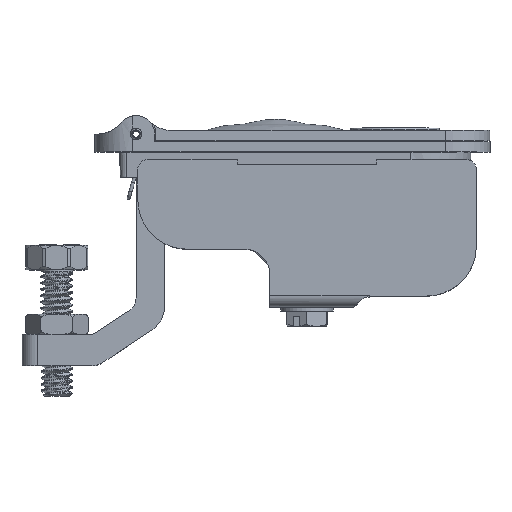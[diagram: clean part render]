
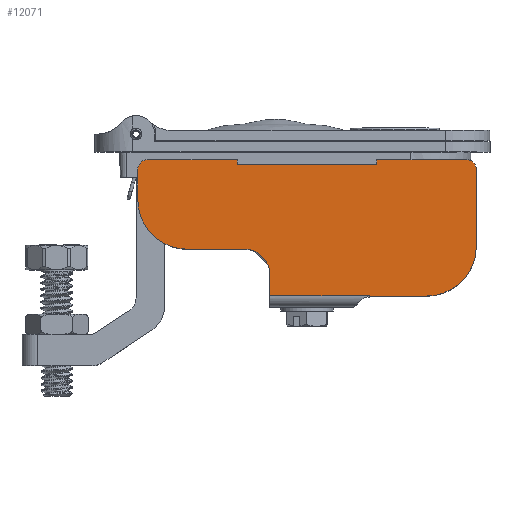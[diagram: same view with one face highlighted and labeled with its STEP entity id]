
A CAD part, top view. The second image highlights one B-rep face of the part: STEP entity #12071.
In plain terms, the highlighted face is planar.
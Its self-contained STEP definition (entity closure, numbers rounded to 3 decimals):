
#1075=PLANE('',#13397);
#1659=FACE_OUTER_BOUND('',#2362,.T.);
#2362=EDGE_LOOP('',(#10343,#10344,#10345,#10346,#10347,#10348,#10349,#10350,
#10351,#10352,#10353,#10354,#10355,#10356,#10357,#10358,#10359));
#3213=LINE('',#24639,#4241);
#3242=LINE('',#24724,#4270);
#3250=LINE('',#24753,#4278);
#3256=LINE('',#24788,#4284);
#3258=LINE('',#24792,#4286);
#3260=LINE('',#24796,#4288);
#3262=LINE('',#24800,#4290);
#3264=LINE('',#24803,#4292);
#3265=LINE('',#24808,#4293);
#3266=LINE('',#24810,#4294);
#3267=LINE('',#24811,#4295);
#3268=LINE('',#24812,#4296);
#4241=VECTOR('',#15843,10.);
#4270=VECTOR('',#15904,11.4);
#4278=VECTOR('',#15934,11.5);
#4284=VECTOR('',#15956,18.);
#4286=VECTOR('',#15960,1.);
#4288=VECTOR('',#15964,28.);
#4290=VECTOR('',#15968,1.);
#4292=VECTOR('',#15972,10.);
#4293=VECTOR('',#15977,4.3);
#4294=VECTOR('',#15978,20.);
#4295=VECTOR('',#15979,0.1);
#4296=VECTOR('',#15980,10.);
#4966=CIRCLE('',#13355,2.);
#4977=CIRCLE('',#13372,2.);
#4978=CIRCLE('',#13375,10.);
#4984=CIRCLE('',#13386,10.);
#4988=CIRCLE('',#13398,5.);
#5770=VERTEX_POINT('',#24626);
#5771=VERTEX_POINT('',#24627);
#5775=VERTEX_POINT('',#24637);
#5807=VERTEX_POINT('',#24717);
#5808=VERTEX_POINT('',#24718);
#5809=VERTEX_POINT('',#24723);
#5810=VERTEX_POINT('',#24727);
#5812=VERTEX_POINT('',#24732);
#5818=VERTEX_POINT('',#24750);
#5819=VERTEX_POINT('',#24752);
#5826=VERTEX_POINT('',#24787);
#5827=VERTEX_POINT('',#24791);
#5828=VERTEX_POINT('',#24795);
#5829=VERTEX_POINT('',#24799);
#5830=VERTEX_POINT('',#24805);
#5831=VERTEX_POINT('',#24807);
#5832=VERTEX_POINT('',#24809);
#7324=EDGE_CURVE('',#5770,#5771,#4966,.T.);
#7330=EDGE_CURVE('',#5770,#5775,#3213,.T.);
#7367=EDGE_CURVE('',#5807,#5808,#4977,.T.);
#7370=EDGE_CURVE('',#5809,#5808,#3242,.T.);
#7372=EDGE_CURVE('',#5810,#5809,#4978,.T.);
#7384=EDGE_CURVE('',#5819,#5818,#3250,.T.);
#7386=EDGE_CURVE('',#5775,#5819,#4984,.T.);
#7395=EDGE_CURVE('',#5826,#5771,#3256,.T.);
#7397=EDGE_CURVE('',#5827,#5826,#3258,.T.);
#7399=EDGE_CURVE('',#5828,#5827,#3260,.T.);
#7401=EDGE_CURVE('',#5829,#5828,#3262,.T.);
#7403=EDGE_CURVE('',#5807,#5829,#3264,.T.);
#7404=EDGE_CURVE('',#5830,#5818,#4988,.T.);
#7405=EDGE_CURVE('',#5831,#5830,#3265,.T.);
#7406=EDGE_CURVE('',#5832,#5831,#3266,.T.);
#7407=EDGE_CURVE('',#5812,#5832,#3267,.T.);
#7408=EDGE_CURVE('',#5810,#5812,#3268,.T.);
#10343=ORIENTED_EDGE('',*,*,#7324,.F.);
#10344=ORIENTED_EDGE('',*,*,#7330,.T.);
#10345=ORIENTED_EDGE('',*,*,#7386,.T.);
#10346=ORIENTED_EDGE('',*,*,#7384,.T.);
#10347=ORIENTED_EDGE('',*,*,#7404,.F.);
#10348=ORIENTED_EDGE('',*,*,#7405,.F.);
#10349=ORIENTED_EDGE('',*,*,#7406,.F.);
#10350=ORIENTED_EDGE('',*,*,#7407,.F.);
#10351=ORIENTED_EDGE('',*,*,#7408,.F.);
#10352=ORIENTED_EDGE('',*,*,#7372,.T.);
#10353=ORIENTED_EDGE('',*,*,#7370,.T.);
#10354=ORIENTED_EDGE('',*,*,#7367,.F.);
#10355=ORIENTED_EDGE('',*,*,#7403,.T.);
#10356=ORIENTED_EDGE('',*,*,#7401,.T.);
#10357=ORIENTED_EDGE('',*,*,#7399,.T.);
#10358=ORIENTED_EDGE('',*,*,#7397,.T.);
#10359=ORIENTED_EDGE('',*,*,#7395,.T.);
#12071=ADVANCED_FACE('',(#1659),#1075,.T.);
#13355=AXIS2_PLACEMENT_3D('',#24628,#15833,#15834);
#13372=AXIS2_PLACEMENT_3D('',#24719,#15898,#15899);
#13375=AXIS2_PLACEMENT_3D('',#24728,#15908,#15909);
#13386=AXIS2_PLACEMENT_3D('',#24756,#15938,#15939);
#13397=AXIS2_PLACEMENT_3D('',#24804,#15973,#15974);
#13398=AXIS2_PLACEMENT_3D('',#24806,#15975,#15976);
#15833=DIRECTION('center_axis',(-1.,0.,0.));
#15834=DIRECTION('ref_axis',(0.,-0.707,0.707));
#15843=DIRECTION('',(0.,0.,-1.));
#15898=DIRECTION('center_axis',(-1.,0.,0.));
#15899=DIRECTION('ref_axis',(0.,0.707,0.707));
#15904=DIRECTION('',(0.,0.,1.));
#15908=DIRECTION('center_axis',(1.,0.,0.));
#15909=DIRECTION('ref_axis',(0.,0.,-1.));
#15934=DIRECTION('',(0.,1.,0.));
#15938=DIRECTION('center_axis',(1.,0.,0.));
#15939=DIRECTION('ref_axis',(0.,-1.,0.));
#15956=DIRECTION('',(0.,-1.,0.));
#15960=DIRECTION('',(0.,0.,1.));
#15964=DIRECTION('',(0.,-1.,0.));
#15968=DIRECTION('',(0.,0.,-1.));
#15972=DIRECTION('',(0.,-1.,0.));
#15973=DIRECTION('center_axis',(1.,0.,0.));
#15974=DIRECTION('ref_axis',(0.,1.,0.));
#15975=DIRECTION('center_axis',(1.,0.,0.));
#15976=DIRECTION('ref_axis',(0.,1.,0.));
#15977=DIRECTION('',(0.,0.,1.));
#15978=DIRECTION('',(0.,-1.,0.));
#15979=DIRECTION('',(0.,0.,1.));
#15980=DIRECTION('',(0.,-1.,0.));
#24626=CARTESIAN_POINT('',(81.694,4.898,162.8));
#24627=CARTESIAN_POINT('',(81.694,6.898,164.8));
#24628=CARTESIAN_POINT('Origin',(81.694,6.898,162.8));
#24637=CARTESIAN_POINT('',(81.694,4.898,156.8));
#24639=CARTESIAN_POINT('',(81.694,4.898,153.45));
#24717=CARTESIAN_POINT('',(81.694,70.898,164.8));
#24718=CARTESIAN_POINT('',(81.694,72.898,162.8));
#24719=CARTESIAN_POINT('Origin',(81.694,70.898,162.8));
#24723=CARTESIAN_POINT('',(81.694,72.898,147.4));
#24724=CARTESIAN_POINT('',(81.694,72.898,147.4));
#24727=CARTESIAN_POINT('',(81.694,62.898,137.4));
#24728=CARTESIAN_POINT('Origin',(81.694,62.898,147.4));
#24732=CARTESIAN_POINT('',(81.694,51.398,137.4));
#24750=CARTESIAN_POINT('',(81.694,26.398,146.8));
#24752=CARTESIAN_POINT('',(81.694,14.898,146.8));
#24753=CARTESIAN_POINT('',(81.694,14.898,146.8));
#24756=CARTESIAN_POINT('Origin',(81.694,14.898,156.8));
#24787=CARTESIAN_POINT('',(81.694,24.898,164.8));
#24788=CARTESIAN_POINT('',(81.694,24.898,164.8));
#24791=CARTESIAN_POINT('',(81.694,24.898,163.8));
#24792=CARTESIAN_POINT('',(81.694,24.898,163.8));
#24795=CARTESIAN_POINT('',(81.694,52.898,163.8));
#24796=CARTESIAN_POINT('',(81.694,52.898,163.8));
#24799=CARTESIAN_POINT('',(81.694,52.898,164.8));
#24800=CARTESIAN_POINT('',(81.694,52.898,164.8));
#24803=CARTESIAN_POINT('',(81.694,50.398,164.8));
#24804=CARTESIAN_POINT('Origin',(81.694,38.898,149.1));
#24805=CARTESIAN_POINT('',(81.694,31.398,141.8));
#24806=CARTESIAN_POINT('Origin',(81.694,26.398,141.8));
#24807=CARTESIAN_POINT('',(81.694,31.398,137.5));
#24808=CARTESIAN_POINT('',(81.694,31.398,137.5));
#24809=CARTESIAN_POINT('',(81.694,51.398,137.5));
#24810=CARTESIAN_POINT('',(81.694,51.398,137.5));
#24811=CARTESIAN_POINT('',(81.694,51.398,137.4));
#24812=CARTESIAN_POINT('',(81.694,48.023,137.4));
